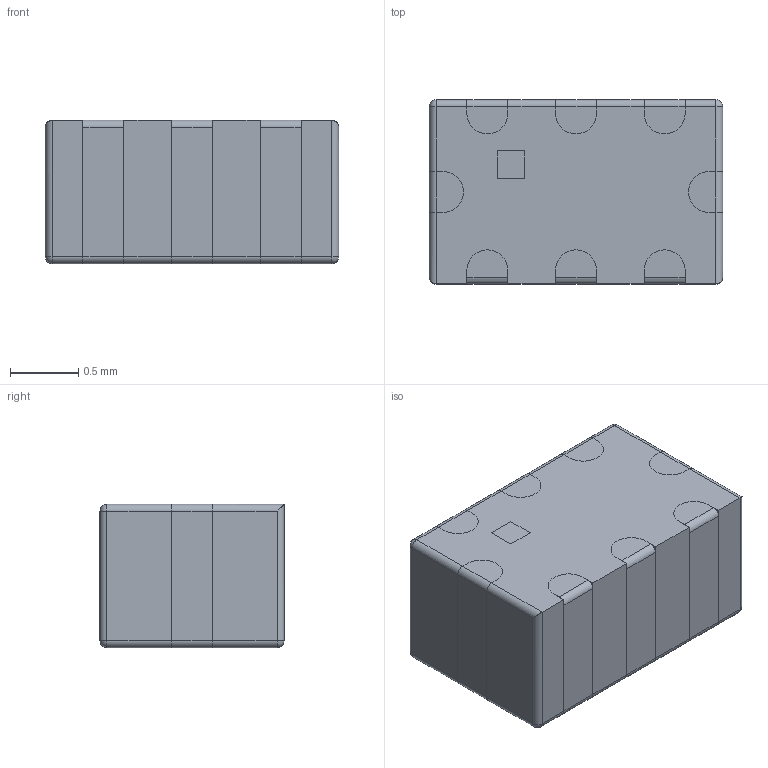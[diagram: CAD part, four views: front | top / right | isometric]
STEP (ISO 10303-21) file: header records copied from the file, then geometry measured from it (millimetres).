
FILE_DESCRIPTION((''),'2;1');
FILE_NAME('FIL_MURATA_LFL21_TC.stp','2014-10-30T14:41:30',(''),(''),'Mechanical Desktop 2011','Mechanical Desktop 2011',', , ');
FILE_SCHEMA(('AUTOMOTIVE_DESIGN { 1 2 10303 214 1 1 1 1 }'));
Length unit declared in the file: millimetre
Products named in the file (1): Product
Bounding box: 2.15 x 1.35 x 1.05 mm (x, y, z)
Volume: 3 mm3; surface area: 24.2 mm2
Topology: 10 solids, 10 shells, 143 faces, 352 edges, 224 vertices
Faces by surface type: plane 69, cylinder 56, bspline 12, sphere 6
Entity records: 4213 total; most frequent: CARTESIAN_POINT 750, DIRECTION 720, ORIENTED_EDGE 692, EDGE_CURVE 346, AXIS2_PLACEMENT_3D 242, VECTOR 236, LINE 236, VERTEX_POINT 224
